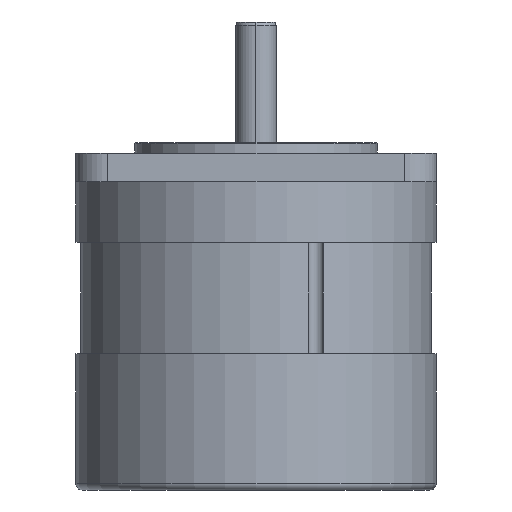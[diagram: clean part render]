
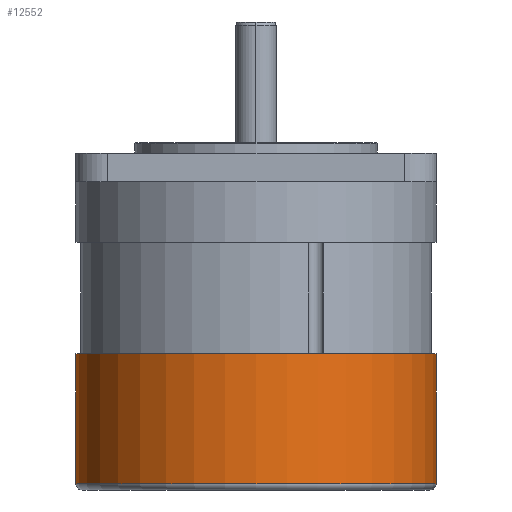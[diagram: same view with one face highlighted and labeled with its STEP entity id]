
A CAD part, front view. The second image highlights one B-rep face of the part: STEP entity #12552.
In plain terms, the highlighted cylindrical face has radius 28.3 mm (diameter 56.6 mm), a partial arc.
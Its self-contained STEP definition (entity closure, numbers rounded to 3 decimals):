
#1333 = FACE_OUTER_BOUND ( 'NONE', #15449, .T. ) ;
#1335 = CYLINDRICAL_SURFACE ( 'NONE', #10923, 28.3 ) ;
#1766 = CARTESIAN_POINT ( 'NONE',  ( -28.3, 0., -39.4 ) ) ;
#1767 = CARTESIAN_POINT ( 'NONE',  ( 28.3, 0., -39.4 ) ) ;
#1769 = CARTESIAN_POINT ( 'NONE',  ( -28.3, 0., -19. ) ) ;
#1772 = CARTESIAN_POINT ( 'NONE',  ( 28.3, 0., -19. ) ) ;
#2622 = DIRECTION ( 'NONE',  ( 0., 0., -1. ) ) ;
#2625 = CARTESIAN_POINT ( 'NONE',  ( 0., 0., -45.259 ) ) ;
#2626 = DIRECTION ( 'NONE',  ( -1., 0., 0. ) ) ;
#6962 = EDGE_CURVE ( 'NONE', #11004, #11007, #10015, .T. ) ;
#6989 = EDGE_CURVE ( 'NONE', #11004, #11001, #10046, .T. ) ;
#6991 = EDGE_CURVE ( 'NONE', #11007, #11002, #10047, .T. ) ;
#7038 = EDGE_CURVE ( 'NONE', #11001, #11002, #10104, .T. ) ;
#7565 = AXIS2_PLACEMENT_3D ( 'NONE', #15952, #15953, #15954 ) ;
#7610 = AXIS2_PLACEMENT_3D ( 'NONE', #14039, #14040, #14041 ) ;
#10015 = CIRCLE ( 'NONE', #7565, 28.3 ) ;
#10046 = LINE ( 'NONE', #16023, #10048 ) ;
#10047 = LINE ( 'NONE', #16033, #10051 ) ;
#10048 = VECTOR ( 'NONE', #16024, 1000. ) ;
#10051 = VECTOR ( 'NONE', #16031, 1000. ) ;
#10104 = CIRCLE ( 'NONE', #7610, 28.3 ) ;
#10923 = AXIS2_PLACEMENT_3D ( 'NONE', #2625, #2622, #2626 ) ;
#11001 = VERTEX_POINT ( 'NONE', #1766 ) ;
#11002 = VERTEX_POINT ( 'NONE', #1767 ) ;
#11004 = VERTEX_POINT ( 'NONE', #1769 ) ;
#11007 = VERTEX_POINT ( 'NONE', #1772 ) ;
#12552 = ADVANCED_FACE ( 'NONE', ( #1333 ), #1335, .T. ) ;
#12617 = ORIENTED_EDGE ( 'NONE', *, *, #6991, .F. ) ;
#12618 = ORIENTED_EDGE ( 'NONE', *, *, #6962, .F. ) ;
#12619 = ORIENTED_EDGE ( 'NONE', *, *, #6989, .T. ) ;
#12620 = ORIENTED_EDGE ( 'NONE', *, *, #7038, .T. ) ;
#14039 = CARTESIAN_POINT ( 'NONE',  ( 0., 0., -39.4 ) ) ;
#14040 = DIRECTION ( 'NONE',  ( 0., 0., 1. ) ) ;
#14041 = DIRECTION ( 'NONE',  ( 1., 0., 0. ) ) ;
#15449 = EDGE_LOOP ( 'NONE', ( #12617, #12618, #12619, #12620 ) ) ;
#15952 = CARTESIAN_POINT ( 'NONE',  ( 0., 0., -19. ) ) ;
#15953 = DIRECTION ( 'NONE',  ( 0., 0., 1. ) ) ;
#15954 = DIRECTION ( 'NONE',  ( 1., 0., 0. ) ) ;
#16023 = CARTESIAN_POINT ( 'NONE',  ( -28.3, 0., -45.259 ) ) ;
#16024 = DIRECTION ( 'NONE',  ( 0., 0., -1. ) ) ;
#16031 = DIRECTION ( 'NONE',  ( 0., 0., -1. ) ) ;
#16033 = CARTESIAN_POINT ( 'NONE',  ( 28.3, 0., -45.259 ) ) ;
